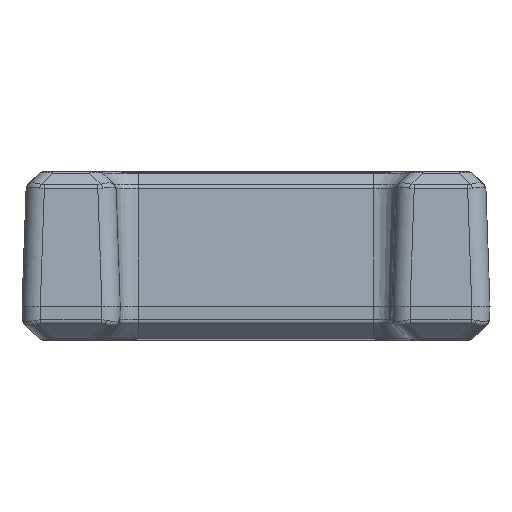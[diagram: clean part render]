
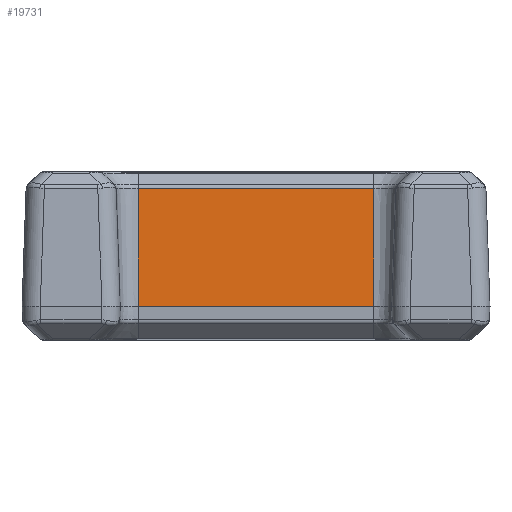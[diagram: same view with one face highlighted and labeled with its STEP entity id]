
A CAD part, front view. The second image highlights one B-rep face of the part: STEP entity #19731.
In plain terms, the highlighted planar face has unit normal (0, -0.999, 0.035).
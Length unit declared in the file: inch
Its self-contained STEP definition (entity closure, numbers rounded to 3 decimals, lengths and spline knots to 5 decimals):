
#2252=DIRECTION('',(1.,0.,0.));
#2253=VECTOR('',#2252,1.03);
#2254=CARTESIAN_POINT('',(-1.54,-1.05202,
0.51495));
#2255=LINE('',#2254,#2253);
#2381=DIRECTION('',(1.,0.,0.));
#2382=VECTOR('',#2381,1.03);
#2383=CARTESIAN_POINT('',(-1.54,-1.07,0.));
#2384=LINE('',#2383,#2382);
#5076=DIRECTION('',(0.,0.035,0.999));
#5077=VECTOR('',#5076,0.51526);
#5078=CARTESIAN_POINT('',(-1.54,-1.07,0.));
#5079=LINE('',#5078,#5077);
#5080=DIRECTION('',(0.,0.035,0.999));
#5081=VECTOR('',#5080,0.51526);
#5082=CARTESIAN_POINT('',(-0.51,-1.07,0.));
#5083=LINE('',#5082,#5081);
#10990=CARTESIAN_POINT('',(-1.54,-1.07,0.));
#10991=CARTESIAN_POINT('',(-0.51,-1.07,0.));
#10992=VERTEX_POINT('',#10990);
#10993=VERTEX_POINT('',#10991);
#11157=CARTESIAN_POINT('',(-0.51,-1.05202,0.51495));
#11158=VERTEX_POINT('',#11157);
#11161=CARTESIAN_POINT('',(-1.54,-1.05202,
0.51495));
#11162=VERTEX_POINT('',#11161);
#19719=CARTESIAN_POINT('',(-2.58335,-1.07,0.));
#19720=DIRECTION('',(0.,-0.999,0.035));
#19721=DIRECTION('',(1.,0.,0.));
#19722=AXIS2_PLACEMENT_3D('',#19719,#19720,#19721);
#19723=PLANE('',#19722);
#19724=ORIENTED_EDGE('',*,*,#15541,.T.);
#19726=ORIENTED_EDGE('',*,*,#19725,.F.);
#19727=ORIENTED_EDGE('',*,*,#15694,.F.);
#19728=ORIENTED_EDGE('',*,*,#19712,.T.);
#19729=EDGE_LOOP('',(#19724,#19726,#19727,#19728));
#19730=FACE_OUTER_BOUND('',#19729,.F.);
#19731=ADVANCED_FACE('',(#19730),#19723,.T.);
#15541=EDGE_CURVE('',#11162,#11158,#2255,.T.);
#15694=EDGE_CURVE('',#10992,#10993,#2384,.T.);
#19712=EDGE_CURVE('',#10992,#11162,#5079,.T.);
#19725=EDGE_CURVE('',#10993,#11158,#5083,.T.);
